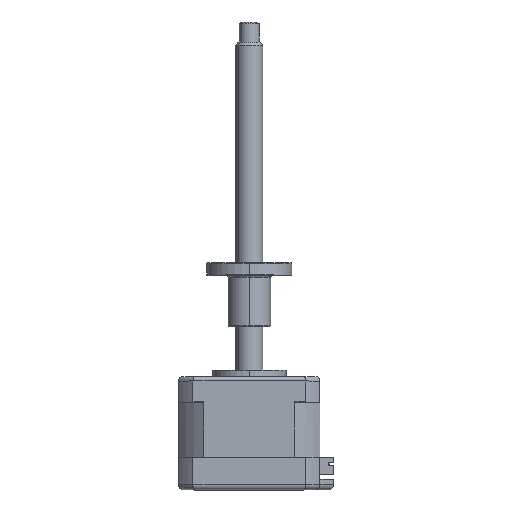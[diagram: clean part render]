
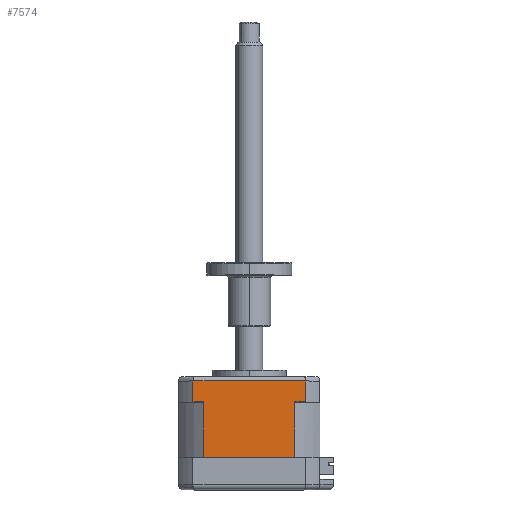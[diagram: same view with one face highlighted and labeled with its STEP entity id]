
A CAD part, top view. The second image highlights one B-rep face of the part: STEP entity #7574.
In plain terms, the highlighted planar face has unit normal (0, 0, 1).
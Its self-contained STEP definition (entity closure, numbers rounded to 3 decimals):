
#41 = CARTESIAN_POINT ( 'NONE',  ( -0.735, -10.358, 54.45 ) ) ;
#358 = EDGE_CURVE ( 'NONE', #3357, #6817, #9750, .T. ) ;
#377 = EDGE_CURVE ( 'NONE', #8575, #5537, #7001, .T. ) ;
#472 = CARTESIAN_POINT ( 'NONE',  ( -34.427, -4.208, 54.45 ) ) ;
#760 = FACE_OUTER_BOUND ( 'NONE', #1305, .T. ) ;
#936 = DIRECTION ( 'NONE',  ( 0., 0., -1. ) ) ;
#1010 = VECTOR ( 'NONE', #6958, 1000. ) ;
#1305 = EDGE_LOOP ( 'NONE', ( #6558, #1345, #1926, #6070, #2224, #8718, #3945, #2858 ) ) ;
#1345 = ORIENTED_EDGE ( 'NONE', *, *, #11568, .T. ) ;
#1417 = CARTESIAN_POINT ( 'NONE',  ( -31.176, -27.058, 54.45 ) ) ;
#1461 = CARTESIAN_POINT ( 'NONE',  ( -3.987, -27.058, 54.45 ) ) ;
#1635 = CARTESIAN_POINT ( 'NONE',  ( -34.427, -11.958, 54.45 ) ) ;
#1926 = ORIENTED_EDGE ( 'NONE', *, *, #11656, .T. ) ;
#2224 = ORIENTED_EDGE ( 'NONE', *, *, #11464, .F. ) ;
#2324 = CARTESIAN_POINT ( 'NONE',  ( -31.176, -27.058, 54.45 ) ) ;
#2410 = LINE ( 'NONE', #6956, #7139 ) ;
#2484 = DIRECTION ( 'NONE',  ( -1., 0., 0. ) ) ;
#2630 = PLANE ( 'NONE',  #4356 ) ;
#2858 = ORIENTED_EDGE ( 'NONE', *, *, #10210, .F. ) ;
#3187 = DIRECTION ( 'NONE',  ( 0., 1., 0. ) ) ;
#3244 = CARTESIAN_POINT ( 'NONE',  ( -31.176, -10.358, 54.45 ) ) ;
#3357 = VERTEX_POINT ( 'NONE', #11035 ) ;
#3794 = EDGE_CURVE ( 'NONE', #9026, #8140, #2410, .T. ) ;
#3945 = ORIENTED_EDGE ( 'NONE', *, *, #377, .F. ) ;
#4029 = VECTOR ( 'NONE', #6407, 1000. ) ;
#4113 = CARTESIAN_POINT ( 'NONE',  ( -34.427, -10.358, 54.45 ) ) ;
#4192 = VERTEX_POINT ( 'NONE', #4113 ) ;
#4356 = AXIS2_PLACEMENT_3D ( 'NONE', #10842, #936, #7136 ) ;
#4569 = VECTOR ( 'NONE', #11388, 1000. ) ;
#4870 = VECTOR ( 'NONE', #6251, 1000. ) ;
#4973 = DIRECTION ( 'NONE',  ( 1., 0., 0. ) ) ;
#5537 = VERTEX_POINT ( 'NONE', #3244 ) ;
#5874 = CARTESIAN_POINT ( 'NONE',  ( -3.987, -10.358, 54.45 ) ) ;
#5918 = CARTESIAN_POINT ( 'NONE',  ( -0.735, -10.358, 54.45 ) ) ;
#6070 = ORIENTED_EDGE ( 'NONE', *, *, #3794, .T. ) ;
#6251 = DIRECTION ( 'NONE',  ( 1., 0., 0. ) ) ;
#6407 = DIRECTION ( 'NONE',  ( 0., 1., 0. ) ) ;
#6442 = LINE ( 'NONE', #9109, #4029 ) ;
#6558 = ORIENTED_EDGE ( 'NONE', *, *, #358, .T. ) ;
#6817 = VERTEX_POINT ( 'NONE', #5874 ) ;
#6956 = CARTESIAN_POINT ( 'NONE',  ( -34.427, -4.208, 54.45 ) ) ;
#6958 = DIRECTION ( 'NONE',  ( 0., 1., 0. ) ) ;
#7001 = LINE ( 'NONE', #2324, #11598 ) ;
#7136 = DIRECTION ( 'NONE',  ( 1., 0., 0. ) ) ;
#7139 = VECTOR ( 'NONE', #2484, 1000. ) ;
#7261 = LINE ( 'NONE', #41, #4870 ) ;
#7574 = ADVANCED_FACE ( 'NONE', ( #760 ), #2630, .F. ) ;
#7708 = CARTESIAN_POINT ( 'NONE',  ( -3.987, -27.058, 54.45 ) ) ;
#7879 = VERTEX_POINT ( 'NONE', #9899 ) ;
#8140 = VERTEX_POINT ( 'NONE', #472 ) ;
#8575 = VERTEX_POINT ( 'NONE', #1417 ) ;
#8718 = ORIENTED_EDGE ( 'NONE', *, *, #11382, .T. ) ;
#9026 = VERTEX_POINT ( 'NONE', #11239 ) ;
#9109 = CARTESIAN_POINT ( 'NONE',  ( -0.735, -11.958, 54.45 ) ) ;
#9750 = LINE ( 'NONE', #7708, #4569 ) ;
#9899 = CARTESIAN_POINT ( 'NONE',  ( -0.735, -10.358, 54.45 ) ) ;
#10210 = EDGE_CURVE ( 'NONE', #3357, #8575, #11227, .T. ) ;
#10636 = LINE ( 'NONE', #1635, #1010 ) ;
#10677 = VECTOR ( 'NONE', #11319, 1000. ) ;
#10842 = CARTESIAN_POINT ( 'NONE',  ( -3.987, -27.058, 54.45 ) ) ;
#10905 = VECTOR ( 'NONE', #4973, 1000. ) ;
#11035 = CARTESIAN_POINT ( 'NONE',  ( -3.987, -27.058, 54.45 ) ) ;
#11184 = LINE ( 'NONE', #5918, #10905 ) ;
#11227 = LINE ( 'NONE', #1461, #10677 ) ;
#11239 = CARTESIAN_POINT ( 'NONE',  ( -0.735, -4.208, 54.45 ) ) ;
#11319 = DIRECTION ( 'NONE',  ( -1., 0., 0. ) ) ;
#11382 = EDGE_CURVE ( 'NONE', #4192, #5537, #11184, .T. ) ;
#11388 = DIRECTION ( 'NONE',  ( 0., 1., 0. ) ) ;
#11464 = EDGE_CURVE ( 'NONE', #4192, #8140, #10636, .T. ) ;
#11568 = EDGE_CURVE ( 'NONE', #6817, #7879, #7261, .T. ) ;
#11598 = VECTOR ( 'NONE', #3187, 1000. ) ;
#11656 = EDGE_CURVE ( 'NONE', #7879, #9026, #6442, .T. ) ;
